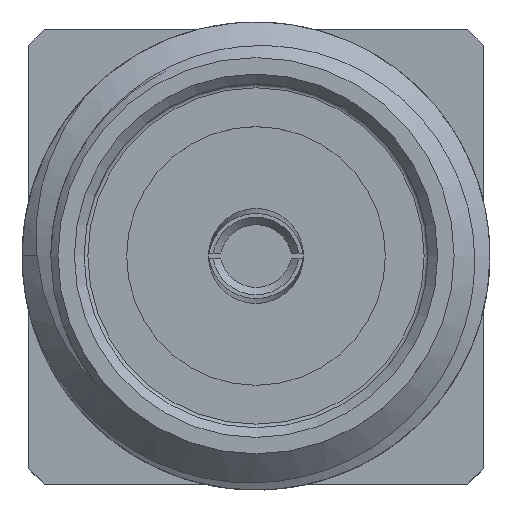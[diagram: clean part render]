
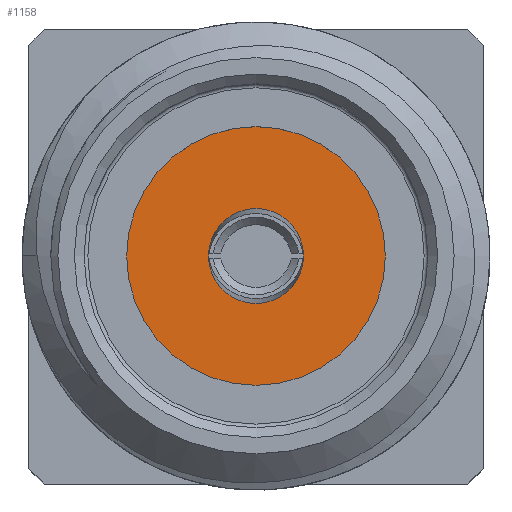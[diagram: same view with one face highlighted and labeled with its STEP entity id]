
A CAD part, top view. The second image highlights one B-rep face of the part: STEP entity #1158.
In plain terms, the highlighted planar face has unit normal (0, 0, 1).
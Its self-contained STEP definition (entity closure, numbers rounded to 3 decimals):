
#27=FACE_BOUND('',#175,.T.);
#34=PLANE('',#1258);
#104=FACE_OUTER_BOUND('',#174,.T.);
#174=EDGE_LOOP('',(#858));
#175=EDGE_LOOP('',(#859));
#282=CIRCLE('',#1259,1.73);
#283=CIRCLE('',#1260,0.635);
#542=VERTEX_POINT('',#2508);
#543=VERTEX_POINT('',#2510);
#669=EDGE_CURVE('',#542,#542,#282,.T.);
#670=EDGE_CURVE('',#543,#543,#283,.T.);
#858=ORIENTED_EDGE('',*,*,#669,.F.);
#859=ORIENTED_EDGE('',*,*,#670,.T.);
#1158=ADVANCED_FACE('',(#104,#27),#34,.F.);
#1258=AXIS2_PLACEMENT_3D('',#2507,#1427,#1428);
#1259=AXIS2_PLACEMENT_3D('',#2509,#1429,#1430);
#1260=AXIS2_PLACEMENT_3D('',#2511,#1431,#1432);
#1427=DIRECTION('center_axis',(0.,0.,-1.));
#1428=DIRECTION('ref_axis',(0.,1.,0.));
#1429=DIRECTION('center_axis',(0.,0.,-1.));
#1430=DIRECTION('ref_axis',(-1.,0.,0.));
#1431=DIRECTION('center_axis',(0.,0.,-1.));
#1432=DIRECTION('ref_axis',(0.,-1.,0.));
#2507=CARTESIAN_POINT('Origin',(-3.757,4.108,7.44));
#2508=CARTESIAN_POINT('',(-1.73,0.,7.44));
#2509=CARTESIAN_POINT('Origin',(0.,0.,7.44));
#2510=CARTESIAN_POINT('',(0.,-0.635,7.44));
#2511=CARTESIAN_POINT('Origin',(0.,0.,7.44));
